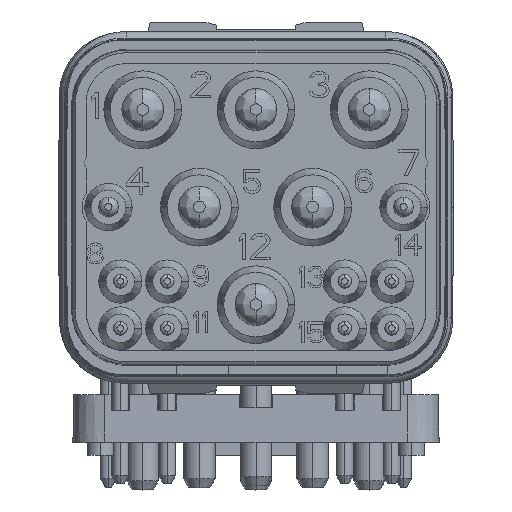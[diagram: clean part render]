
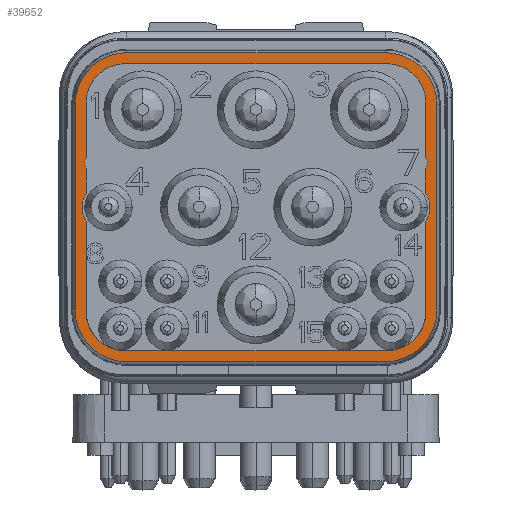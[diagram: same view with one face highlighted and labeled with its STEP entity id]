
A CAD part, top view. The second image highlights one B-rep face of the part: STEP entity #39652.
In plain terms, the highlighted planar face has unit normal (0, 0, 1).
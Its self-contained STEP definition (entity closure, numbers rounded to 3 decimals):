
#6831=CARTESIAN_POINT('',(-4.9,-3.9,4.18));
#6832=DIRECTION('',(0.,0.,-1.));
#6833=DIRECTION('',(0.,-1.,0.));
#6834=AXIS2_PLACEMENT_3D('',#6831,#6832,#6833);
#6836=DIRECTION('',(0.,1.,0.));
#6837=VECTOR('',#6836,7.8);
#6838=CARTESIAN_POINT('',(-6.866,-3.9,
4.18));
#6839=LINE('',#6838,#6837);
#6840=CARTESIAN_POINT('',(-4.9,3.9,4.18));
#6841=DIRECTION('',(0.,0.,-1.));
#6842=DIRECTION('',(-1.,0.,0.));
#6843=AXIS2_PLACEMENT_3D('',#6840,#6841,#6842);
#6845=DIRECTION('',(1.,0.,0.));
#6846=VECTOR('',#6845,9.8);
#6847=CARTESIAN_POINT('',(-4.9,5.866,4.18));
#6848=LINE('',#6847,#6846);
#6849=CARTESIAN_POINT('',(4.9,3.9,4.18));
#6850=DIRECTION('',(0.,0.,-1.));
#6851=DIRECTION('',(0.,1.,0.));
#6852=AXIS2_PLACEMENT_3D('',#6849,#6850,#6851);
#6854=DIRECTION('',(0.,-1.,0.));
#6855=VECTOR('',#6854,7.8);
#6856=CARTESIAN_POINT('',(6.866,3.9,4.18));
#6857=LINE('',#6856,#6855);
#6858=CARTESIAN_POINT('',(4.9,-3.9,4.18));
#6859=DIRECTION('',(0.,0.,-1.));
#6860=DIRECTION('',(1.,0.,0.));
#6861=AXIS2_PLACEMENT_3D('',#6858,#6859,#6860);
#6863=DIRECTION('',(-1.,0.,0.));
#6864=VECTOR('',#6863,9.8);
#6865=CARTESIAN_POINT('',(4.9,-5.866,4.18));
#6866=LINE('',#6865,#6864);
#6867=DIRECTION('',(0.,-1.,0.));
#6868=VECTOR('',#6867,0.937);
#6869=CARTESIAN_POINT('',(-6.45,1.464,4.18));
#6870=LINE('',#6869,#6868);
#6871=CARTESIAN_POINT('',(-5.6,0.,4.18));
#6872=DIRECTION('',(0.,0.,1.));
#6873=DIRECTION('',(-0.85,0.527,0.));
#6874=AXIS2_PLACEMENT_3D('',#6871,#6872,#6873);
#6876=DIRECTION('',(0.,-1.,0.));
#6877=VECTOR('',#6876,3.423);
#6878=CARTESIAN_POINT('',(-6.45,-0.527,4.18));
#6879=LINE('',#6878,#6877);
#6880=CARTESIAN_POINT('',(-4.95,-3.95,4.18));
#6881=DIRECTION('',(0.,0.,1.));
#6882=DIRECTION('',(-1.,0.,0.));
#6883=AXIS2_PLACEMENT_3D('',#6880,#6881,#6882);
#6885=DIRECTION('',(1.,0.,0.));
#6886=VECTOR('',#6885,9.9);
#6887=CARTESIAN_POINT('',(-4.95,-5.45,4.18));
#6888=LINE('',#6887,#6886);
#6889=CARTESIAN_POINT('',(4.95,-3.95,4.18));
#6890=DIRECTION('',(0.,0.,1.));
#6891=DIRECTION('',(0.,-1.,0.));
#6892=AXIS2_PLACEMENT_3D('',#6889,#6890,#6891);
#6894=DIRECTION('',(0.,1.,0.));
#6895=VECTOR('',#6894,3.423);
#6896=CARTESIAN_POINT('',(6.45,-3.95,4.18));
#6897=LINE('',#6896,#6895);
#6898=CARTESIAN_POINT('',(5.6,0.,4.18));
#6899=DIRECTION('',(0.,0.,1.));
#6900=DIRECTION('',(0.85,-0.527,0.));
#6901=AXIS2_PLACEMENT_3D('',#6898,#6899,#6900);
#6903=DIRECTION('',(0.,1.,0.));
#6904=VECTOR('',#6903,0.937);
#6905=CARTESIAN_POINT('',(6.45,0.527,4.18));
#6906=LINE('',#6905,#6904);
#6907=DIRECTION('',(0.,1.,0.));
#6908=VECTOR('',#6907,2.074);
#6909=CARTESIAN_POINT('',(6.45,1.876,4.18));
#6910=LINE('',#6909,#6908);
#6911=CARTESIAN_POINT('',(4.95,3.95,4.18));
#6912=DIRECTION('',(0.,0.,1.));
#6913=DIRECTION('',(1.,0.,0.));
#6914=AXIS2_PLACEMENT_3D('',#6911,#6912,#6913);
#6916=DIRECTION('',(-1.,0.,0.));
#6917=VECTOR('',#6916,9.9);
#6918=CARTESIAN_POINT('',(4.95,5.45,4.18));
#6919=LINE('',#6918,#6917);
#6920=CARTESIAN_POINT('',(-4.95,3.95,4.18));
#6921=DIRECTION('',(0.,0.,1.));
#6922=DIRECTION('',(0.,1.,0.));
#6923=AXIS2_PLACEMENT_3D('',#6920,#6921,#6922);
#6925=DIRECTION('',(0.,-1.,0.));
#6926=VECTOR('',#6925,2.074);
#6927=CARTESIAN_POINT('',(-6.45,3.95,4.18));
#6928=LINE('',#6927,#6926);
#6933=CARTESIAN_POINT('',(-6.05,1.67,4.18));
#6934=DIRECTION('',(0.,0.,-1.));
#6935=DIRECTION('',(-0.889,-0.458,0.));
#6936=AXIS2_PLACEMENT_3D('',#6933,#6934,#6935);
#9070=CARTESIAN_POINT('',(6.05,1.67,4.18));
#9071=DIRECTION('',(0.,0.,-1.));
#9072=DIRECTION('',(0.889,0.458,0.));
#9073=AXIS2_PLACEMENT_3D('',#9070,#9071,#9072);
#25212=CARTESIAN_POINT('',(-4.9,-5.866,4.18));
#25213=CARTESIAN_POINT('',(-6.866,-3.9,4.18));
#25214=VERTEX_POINT('',#25212);
#25215=VERTEX_POINT('',#25213);
#25216=CARTESIAN_POINT('',(-6.866,3.9,
4.18));
#25217=VERTEX_POINT('',#25216);
#25218=CARTESIAN_POINT('',(-4.9,5.866,4.18));
#25219=VERTEX_POINT('',#25218);
#25220=CARTESIAN_POINT('',(4.9,5.866,4.18));
#25221=VERTEX_POINT('',#25220);
#25222=CARTESIAN_POINT('',(6.866,3.9,4.18));
#25223=VERTEX_POINT('',#25222);
#25224=CARTESIAN_POINT('',(6.866,-3.9,
4.18));
#25225=VERTEX_POINT('',#25224);
#25226=CARTESIAN_POINT('',(4.9,-5.866,4.18));
#25227=VERTEX_POINT('',#25226);
#25272=CARTESIAN_POINT('',(4.95,-5.45,4.18));
#25273=CARTESIAN_POINT('',(6.45,-3.95,4.18));
#25274=VERTEX_POINT('',#25272);
#25275=VERTEX_POINT('',#25273);
#25276=CARTESIAN_POINT('',(6.45,3.95,4.18));
#25277=CARTESIAN_POINT('',(4.95,5.45,4.18));
#25278=VERTEX_POINT('',#25276);
#25279=VERTEX_POINT('',#25277);
#25280=CARTESIAN_POINT('',(-4.95,5.45,4.18));
#25281=VERTEX_POINT('',#25280);
#25282=CARTESIAN_POINT('',(-6.45,3.95,4.18));
#25283=VERTEX_POINT('',#25282);
#25284=CARTESIAN_POINT('',(-6.45,-3.95,4.18));
#25285=CARTESIAN_POINT('',(-4.95,-5.45,4.18));
#25286=VERTEX_POINT('',#25284);
#25287=VERTEX_POINT('',#25285);
#25288=CARTESIAN_POINT('',(-6.45,0.527,4.18));
#25289=CARTESIAN_POINT('',(-6.45,-0.527,4.18));
#25290=VERTEX_POINT('',#25288);
#25291=VERTEX_POINT('',#25289);
#25292=CARTESIAN_POINT('',(6.45,-0.527,4.18));
#25293=CARTESIAN_POINT('',(6.45,0.527,4.18));
#25294=VERTEX_POINT('',#25292);
#25295=VERTEX_POINT('',#25293);
#25296=CARTESIAN_POINT('',(6.45,1.464,4.18));
#25297=VERTEX_POINT('',#25296);
#25298=CARTESIAN_POINT('',(6.45,1.876,4.18));
#25299=VERTEX_POINT('',#25298);
#25300=CARTESIAN_POINT('',(-6.45,1.876,4.18));
#25301=VERTEX_POINT('',#25300);
#25302=CARTESIAN_POINT('',(-6.45,1.464,4.18));
#25303=VERTEX_POINT('',#25302);
#39602=CARTESIAN_POINT('',(7.5,-6.,4.18));
#39603=DIRECTION('',(0.,0.,-1.));
#39604=DIRECTION('',(0.,1.,0.));
#39605=AXIS2_PLACEMENT_3D('',#39602,#39603,#39604);
#39606=PLANE('',#39605);
#39607=ORIENTED_EDGE('',*,*,#39486,.T.);
#39608=ORIENTED_EDGE('',*,*,#39527,.T.);
#39609=ORIENTED_EDGE('',*,*,#39542,.T.);
#39611=ORIENTED_EDGE('',*,*,#39610,.T.);
#39612=ORIENTED_EDGE('',*,*,#39595,.T.);
#39613=ORIENTED_EDGE('',*,*,#39442,.T.);
#39614=ORIENTED_EDGE('',*,*,#39457,.T.);
#39615=ORIENTED_EDGE('',*,*,#39471,.T.);
#39616=EDGE_LOOP('',(#39607,#39608,#39609,#39611,#39612,#39613,#39614,#39615));
#39617=FACE_OUTER_BOUND('',#39616,.F.);
#39619=ORIENTED_EDGE('',*,*,#39618,.F.);
#39621=ORIENTED_EDGE('',*,*,#39620,.T.);
#39623=ORIENTED_EDGE('',*,*,#39622,.T.);
#39625=ORIENTED_EDGE('',*,*,#39624,.T.);
#39627=ORIENTED_EDGE('',*,*,#39626,.T.);
#39629=ORIENTED_EDGE('',*,*,#39628,.T.);
#39631=ORIENTED_EDGE('',*,*,#39630,.T.);
#39633=ORIENTED_EDGE('',*,*,#39632,.T.);
#39635=ORIENTED_EDGE('',*,*,#39634,.T.);
#39637=ORIENTED_EDGE('',*,*,#39636,.T.);
#39639=ORIENTED_EDGE('',*,*,#39638,.F.);
#39641=ORIENTED_EDGE('',*,*,#39640,.T.);
#39643=ORIENTED_EDGE('',*,*,#39642,.T.);
#39645=ORIENTED_EDGE('',*,*,#39644,.T.);
#39647=ORIENTED_EDGE('',*,*,#39646,.T.);
#39649=ORIENTED_EDGE('',*,*,#39648,.T.);
#39650=EDGE_LOOP('',(#39619,#39621,#39623,#39625,#39627,#39629,#39631,#39633,
#39635,#39637,#39639,#39641,#39643,#39645,#39647,#39649));
#39651=FACE_BOUND('',#39650,.F.);
#39652=ADVANCED_FACE('',(#39617,#39651),#39606,.F.);
#6835=CIRCLE('',#6834,1.966);
#6844=CIRCLE('',#6843,1.966);
#6853=CIRCLE('',#6852,1.966);
#6862=CIRCLE('',#6861,1.966);
#6875=CIRCLE('',#6874,1.);
#6884=CIRCLE('',#6883,1.5);
#6893=CIRCLE('',#6892,1.5);
#6902=CIRCLE('',#6901,1.);
#6915=CIRCLE('',#6914,1.5);
#6924=CIRCLE('',#6923,1.5);
#6937=CIRCLE('',#6936,0.45);
#9074=CIRCLE('',#9073,0.45);
#39442=EDGE_CURVE('',#25223,#25225,#6857,.T.);
#39457=EDGE_CURVE('',#25225,#25227,#6862,.T.);
#39471=EDGE_CURVE('',#25227,#25214,#6866,.T.);
#39486=EDGE_CURVE('',#25214,#25215,#6835,.T.);
#39527=EDGE_CURVE('',#25215,#25217,#6839,.T.);
#39542=EDGE_CURVE('',#25217,#25219,#6844,.T.);
#39595=EDGE_CURVE('',#25221,#25223,#6853,.T.);
#39610=EDGE_CURVE('',#25219,#25221,#6848,.T.);
#39618=EDGE_CURVE('',#25303,#25301,#6937,.T.);
#39620=EDGE_CURVE('',#25303,#25290,#6870,.T.);
#39622=EDGE_CURVE('',#25290,#25291,#6875,.T.);
#39624=EDGE_CURVE('',#25291,#25286,#6879,.T.);
#39626=EDGE_CURVE('',#25286,#25287,#6884,.T.);
#39628=EDGE_CURVE('',#25287,#25274,#6888,.T.);
#39630=EDGE_CURVE('',#25274,#25275,#6893,.T.);
#39632=EDGE_CURVE('',#25275,#25294,#6897,.T.);
#39634=EDGE_CURVE('',#25294,#25295,#6902,.T.);
#39636=EDGE_CURVE('',#25295,#25297,#6906,.T.);
#39638=EDGE_CURVE('',#25299,#25297,#9074,.T.);
#39640=EDGE_CURVE('',#25299,#25278,#6910,.T.);
#39642=EDGE_CURVE('',#25278,#25279,#6915,.T.);
#39644=EDGE_CURVE('',#25279,#25281,#6919,.T.);
#39646=EDGE_CURVE('',#25281,#25283,#6924,.T.);
#39648=EDGE_CURVE('',#25283,#25301,#6928,.T.);
